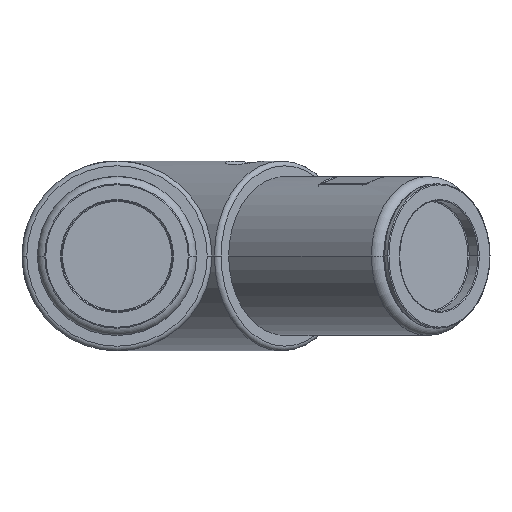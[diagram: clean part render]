
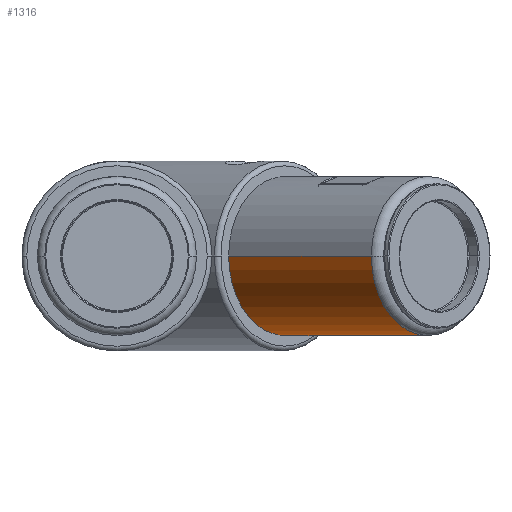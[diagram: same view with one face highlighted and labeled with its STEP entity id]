
A CAD part, left-side view. The second image highlights one B-rep face of the part: STEP entity #1316.
In plain terms, the highlighted cylindrical face has radius 16.75 mm (diameter 33.5 mm), a partial arc.
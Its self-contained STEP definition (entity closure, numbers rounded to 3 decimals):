
#53 = FACE_OUTER_BOUND ( 'NONE', #8572, .T. ) ;
#173 = VERTEX_POINT ( 'NONE', #5278 ) ;
#680 = CIRCLE ( 'NONE', #3793, 16.75 ) ;
#727 = DIRECTION ( 'NONE',  ( 0., 0.707, 0.707 ) ) ;
#1088 = ORIENTED_EDGE ( 'NONE', *, *, #5697, .T. ) ;
#1182 = VECTOR ( 'NONE', #1885, 1000. ) ;
#1316 = ADVANCED_FACE ( 'NONE', ( #53 ), #9089, .T. ) ;
#1481 = ORIENTED_EDGE ( 'NONE', *, *, #3181, .T. ) ;
#1692 = DIRECTION ( 'NONE',  ( 0., 0.707, -0.707 ) ) ;
#1717 = AXIS2_PLACEMENT_3D ( 'NONE', #5306, #1692, #727 ) ;
#1734 = CARTESIAN_POINT ( 'NONE',  ( 0., 54.978, -78.666 ) ) ;
#1885 = DIRECTION ( 'NONE',  ( 0., -0.707, 0.707 ) ) ;
#2568 = CIRCLE ( 'NONE', #1717, 16.75 ) ;
#3181 = EDGE_CURVE ( 'NONE', #9888, #11328, #7754, .T. ) ;
#3312 = DIRECTION ( 'NONE',  ( 0., 0.707, 0.707 ) ) ;
#3793 = AXIS2_PLACEMENT_3D ( 'NONE', #6135, #4208, #3312 ) ;
#4208 = DIRECTION ( 'NONE',  ( 0., -0.707, 0.707 ) ) ;
#4568 = CARTESIAN_POINT ( 'NONE',  ( 0., 53.563, -77.251 ) ) ;
#4603 = DIRECTION ( 'NONE',  ( 0., -0.707, 0.707 ) ) ;
#4786 = VECTOR ( 'NONE', #4603, 1000. ) ;
#5278 = CARTESIAN_POINT ( 'NONE',  ( 0., 23.511, -47.199 ) ) ;
#5306 = CARTESIAN_POINT ( 'NONE',  ( 0., 35.355, -35.355 ) ) ;
#5336 = AXIS2_PLACEMENT_3D ( 'NONE', #10026, #11959, #9199 ) ;
#5697 = EDGE_CURVE ( 'NONE', #11328, #173, #2568, .T. ) ;
#5810 = ORIENTED_EDGE ( 'NONE', *, *, #8921, .T. ) ;
#5814 = EDGE_CURVE ( 'NONE', #10681, #173, #11466, .T. ) ;
#6135 = CARTESIAN_POINT ( 'NONE',  ( 0., 65.407, -65.407 ) ) ;
#7085 = CARTESIAN_POINT ( 'NONE',  ( 0., 77.251, -53.563 ) ) ;
#7754 = LINE ( 'NONE', #9272, #1182 ) ;
#7909 = CARTESIAN_POINT ( 'NONE',  ( 0., 47.199, -23.511 ) ) ;
#8572 = EDGE_LOOP ( 'NONE', ( #5810, #1481, #1088, #9220 ) ) ;
#8921 = EDGE_CURVE ( 'NONE', #10681, #9888, #680, .T. ) ;
#9089 = CYLINDRICAL_SURFACE ( 'NONE', #5336, 16.75 ) ;
#9199 = DIRECTION ( 'NONE',  ( 0., -0.707, -0.707 ) ) ;
#9220 = ORIENTED_EDGE ( 'NONE', *, *, #5814, .F. ) ;
#9272 = CARTESIAN_POINT ( 'NONE',  ( 0., 78.666, -54.978 ) ) ;
#9888 = VERTEX_POINT ( 'NONE', #7085 ) ;
#10026 = CARTESIAN_POINT ( 'NONE',  ( 0., 66.822, -66.822 ) ) ;
#10681 = VERTEX_POINT ( 'NONE', #4568 ) ;
#11328 = VERTEX_POINT ( 'NONE', #7909 ) ;
#11466 = LINE ( 'NONE', #1734, #4786 ) ;
#11959 = DIRECTION ( 'NONE',  ( 0., -0.707, 0.707 ) ) ;
